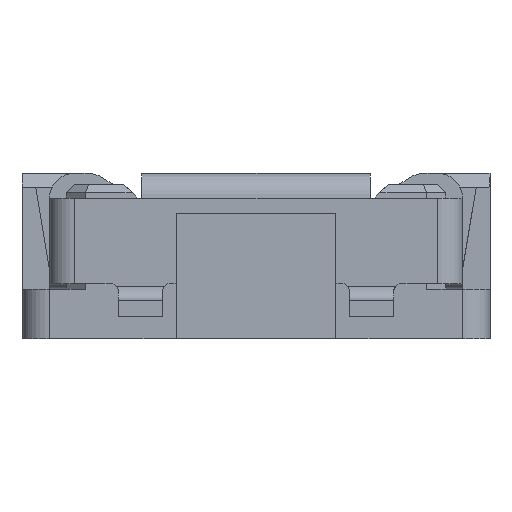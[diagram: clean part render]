
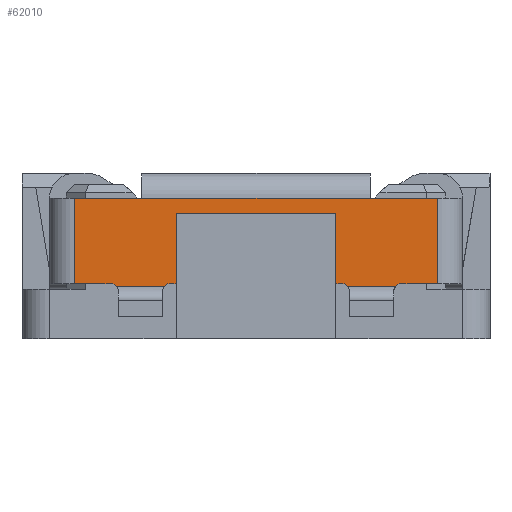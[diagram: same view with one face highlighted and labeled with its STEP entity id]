
A CAD part, left-side view. The second image highlights one B-rep face of the part: STEP entity #62010.
In plain terms, the highlighted face is planar.
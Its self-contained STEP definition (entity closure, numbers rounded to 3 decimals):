
#1340=CARTESIAN_POINT('',(2.375,-0.53,
2.265));
#1350=VERTEX_POINT('',#1340);
#1530=CARTESIAN_POINT('',(3.205,-0.53,
2.265));
#1540=VERTEX_POINT('',#1530);
#1570=CARTESIAN_POINT('',(2.375,-0.53,
2.265));
#1580=DIRECTION('',(1.,0.,0.));
#1590=VECTOR('',#1580,1.);
#1600=LINE('',#1570,#1590);
#1610=EDGE_CURVE('',#1350,#1540,#1600,.T.);
#2270=CARTESIAN_POINT('',(3.08,-0.22,
2.265));
#2280=VERTEX_POINT('',#2270);
#2310=CARTESIAN_POINT('',(3.1,-0.22,
2.265));
#2320=DIRECTION('',(-1.,0.,0.));
#2330=VECTOR('',#2320,1.);
#2340=LINE('',#2310,#2330);
#2350=CARTESIAN_POINT('',(3.1,-0.22,
2.265));
#2360=VERTEX_POINT('',#2350);
#2370=EDGE_CURVE('',#2360,#2280,#2340,.T.);
#14500=CARTESIAN_POINT('',(3.298,-0.21,
2.265));
#14510=VERTEX_POINT('',#14500);
#14540=CARTESIAN_POINT('',(3.32,-0.19,
2.265));
#14550=DIRECTION('',(0.,0.,1.));
#14560=DIRECTION('',(-0.745,-0.667,
0.));
#14570=AXIS2_PLACEMENT_3D('',#14540,#14550,#14560);
#14580=CIRCLE('',#14570,0.03);
#14590=CARTESIAN_POINT('',(3.32,-0.22,
2.265));
#14600=VERTEX_POINT('',#14590);
#14610=EDGE_CURVE('',#14510,#14600,#14580,.T.);
#26060=CARTESIAN_POINT('',(3.45,-0.22,
2.265));
#26070=DIRECTION('',(-1.,0.,0.));
#26080=VECTOR('',#26070,1.);
#26090=LINE('',#26060,#26080);
#26100=CARTESIAN_POINT('',(3.45,-0.22,
2.265));
#26110=VERTEX_POINT('',#26100);
#26120=EDGE_CURVE('',#26110,#14600,#26090,.T.);
#29590=CARTESIAN_POINT('',(3.45,-0.53,
2.265));
#29600=VERTEX_POINT('',#29590);
#29650=CARTESIAN_POINT('',(3.45,-0.53,
2.265));
#29660=DIRECTION('',(-1.,0.,0.));
#29670=VECTOR('',#29660,1.);
#29680=LINE('',#29650,#29670);
#29690=EDGE_CURVE('',#29600,#1540,#29680,.T.);
#57010=CARTESIAN_POINT('',(2.5,-0.22,
2.265));
#57020=VERTEX_POINT('',#57010);
#57050=CARTESIAN_POINT('',(2.5,-0.445,
2.265));
#57060=DIRECTION('',(0.,1.,0.));
#57070=VECTOR('',#57060,1.);
#57080=LINE('',#57050,#57070);
#57090=CARTESIAN_POINT('',(2.5,-0.445,
2.265));
#57100=VERTEX_POINT('',#57090);
#57110=EDGE_CURVE('',#57100,#57020,#57080,.T.);
#57730=CARTESIAN_POINT('',(3.08,-0.445,
2.265));
#57740=VERTEX_POINT('',#57730);
#57770=CARTESIAN_POINT('',(3.08,-0.445,
2.265));
#57780=DIRECTION('',(0.,1.,0.));
#57790=VECTOR('',#57780,1.);
#57800=LINE('',#57770,#57790);
#57810=EDGE_CURVE('',#57740,#2280,#57800,.T.);
#60910=CARTESIAN_POINT('',(2.458,-0.21,
2.265));
#60920=VERTEX_POINT('',#60910);
#60950=CARTESIAN_POINT('',(2.48,-0.19,
2.265));
#60960=DIRECTION('',(0.,0.,1.));
#60970=DIRECTION('',(-0.745,-0.667,
0.));
#60980=AXIS2_PLACEMENT_3D('',#60950,#60960,#60970);
#60990=CIRCLE('',#60980,0.03);
#61000=CARTESIAN_POINT('',(2.48,-0.22,
2.265));
#61010=VERTEX_POINT('',#61000);
#61020=EDGE_CURVE('',#60920,#61010,#60990,.T.);
#61140=CARTESIAN_POINT('',(3.205,-0.49,
2.265));
#61150=DIRECTION('',(0.,0.,1.));
#61160=DIRECTION('',(0.,1.,0.));
#61170=AXIS2_PLACEMENT_3D('',#61140,#61150,#61160);
#61180=PLANE('',#61170);
#61190=CARTESIAN_POINT('',(2.5,-0.445,
2.265));
#61200=DIRECTION('',(1.,0.,0.));
#61210=VECTOR('',#61200,1.);
#61220=LINE('',#61190,#61210);
#61230=EDGE_CURVE('',#57100,#57740,#61220,.T.);
#61240=ORIENTED_EDGE('',*,*,#61230,.T.);
#61250=ORIENTED_EDGE('',*,*,#57110,.F.);
#61260=CARTESIAN_POINT('',(2.5,-0.22,
2.265));
#61270=DIRECTION('',(-1.,0.,0.));
#61280=VECTOR('',#61270,1.);
#61290=LINE('',#61260,#61280);
#61300=EDGE_CURVE('',#57020,#61010,#61290,.T.);
#61310=ORIENTED_EDGE('',*,*,#61300,.F.);
#61320=ORIENTED_EDGE('',*,*,#61020,.T.);
#61330=CARTESIAN_POINT('',(2.458,-0.21,
2.265));
#61340=DIRECTION('',(-1.,0.,0.));
#61350=VECTOR('',#61340,1.);
#61360=LINE('',#61330,#61350);
#61370=CARTESIAN_POINT('',(2.282,-0.21,
2.265));
#61380=VERTEX_POINT('',#61370);
#61390=EDGE_CURVE('',#60920,#61380,#61360,.T.);
#61400=ORIENTED_EDGE('',*,*,#61390,.F.);
#61410=CARTESIAN_POINT('',(2.26,-0.19,
2.265));
#61420=DIRECTION('',(0.,0.,1.));
#61430=DIRECTION('',(0.,-1.,0.));
#61440=AXIS2_PLACEMENT_3D('',#61410,#61420,#61430);
#61450=CIRCLE('',#61440,0.03);
#61460=CARTESIAN_POINT('',(2.26,-0.22,
2.265));
#61470=VERTEX_POINT('',#61460);
#61480=EDGE_CURVE('',#61470,#61380,#61450,.T.);
#61490=ORIENTED_EDGE('',*,*,#61480,.T.);
#61500=CARTESIAN_POINT('',(2.26,-0.22,
2.265));
#61510=DIRECTION('',(-1.,0.,0.));
#61520=VECTOR('',#61510,1.);
#61530=LINE('',#61500,#61520);
#61540=CARTESIAN_POINT('',(2.13,-0.22,
2.265));
#61550=VERTEX_POINT('',#61540);
#61560=EDGE_CURVE('',#61470,#61550,#61530,.T.);
#61570=ORIENTED_EDGE('',*,*,#61560,.F.);
#61580=CARTESIAN_POINT('',(2.13,-0.22,
2.265));
#61590=DIRECTION('',(0.,-1.,0.));
#61600=VECTOR('',#61590,1.);
#61610=LINE('',#61580,#61600);
#61620=CARTESIAN_POINT('',(2.13,-0.53,
2.265));
#61630=VERTEX_POINT('',#61620);
#61640=EDGE_CURVE('',#61550,#61630,#61610,.T.);
#61650=ORIENTED_EDGE('',*,*,#61640,.F.);
#61660=CARTESIAN_POINT('',(2.375,-0.53,
2.265));
#61670=DIRECTION('',(-1.,0.,0.));
#61680=VECTOR('',#61670,1.);
#61690=LINE('',#61660,#61680);
#61700=EDGE_CURVE('',#1350,#61630,#61690,.T.);
#61710=ORIENTED_EDGE('',*,*,#61700,.T.);
#61720=ORIENTED_EDGE('',*,*,#1610,.F.);
#61730=ORIENTED_EDGE('',*,*,#29690,.T.);
#61740=CARTESIAN_POINT('',(3.45,-0.53,
2.265));
#61750=DIRECTION('',(0.,1.,0.));
#61760=VECTOR('',#61750,1.);
#61770=LINE('',#61740,#61760);
#61780=EDGE_CURVE('',#29600,#26110,#61770,.T.);
#61790=ORIENTED_EDGE('',*,*,#61780,.F.);
#61800=ORIENTED_EDGE('',*,*,#26120,.F.);
#61810=ORIENTED_EDGE('',*,*,#14610,.T.);
#61820=CARTESIAN_POINT('',(3.298,-0.21,
2.265));
#61830=DIRECTION('',(-1.,0.,0.));
#61840=VECTOR('',#61830,1.);
#61850=LINE('',#61820,#61840);
#61860=CARTESIAN_POINT('',(3.122,-0.21,
2.265));
#61870=VERTEX_POINT('',#61860);
#61880=EDGE_CURVE('',#14510,#61870,#61850,.T.);
#61890=ORIENTED_EDGE('',*,*,#61880,.F.);
#61900=CARTESIAN_POINT('',(3.1,-0.19,
2.265));
#61910=DIRECTION('',(0.,0.,1.));
#61920=DIRECTION('',(0.,-1.,0.));
#61930=AXIS2_PLACEMENT_3D('',#61900,#61910,#61920);
#61940=CIRCLE('',#61930,0.03);
#61950=EDGE_CURVE('',#2360,#61870,#61940,.T.);
#61960=ORIENTED_EDGE('',*,*,#61950,.T.);
#61970=ORIENTED_EDGE('',*,*,#2370,.F.);
#61980=ORIENTED_EDGE('',*,*,#57810,.T.);
#61990=EDGE_LOOP('',(#61980,#61970,#61960,#61890,#61810,#61800,#61790,
#61730,#61720,#61710,#61650,#61570,#61490,#61400,#61320,#61310,#61250,
#61240));
#62000=FACE_OUTER_BOUND('',#61990,.T.);
#62010=ADVANCED_FACE('',(#62000),#61180,.F.);
